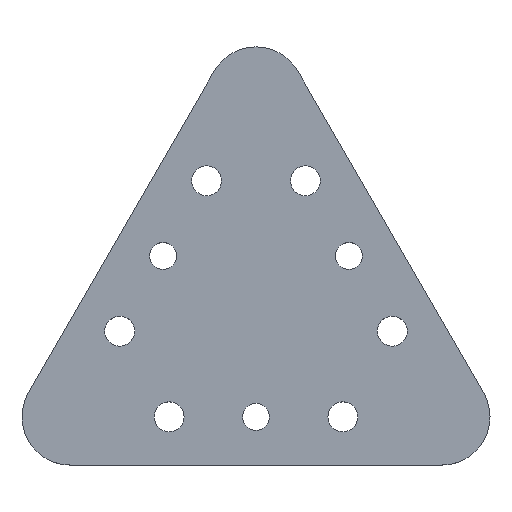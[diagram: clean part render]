
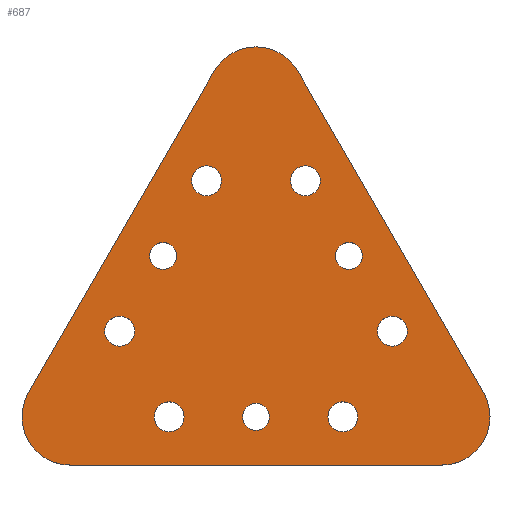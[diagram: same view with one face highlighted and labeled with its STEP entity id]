
A CAD part, top view. The second image highlights one B-rep face of the part: STEP entity #687.
In plain terms, the highlighted planar face has unit normal (0, 0, 1).
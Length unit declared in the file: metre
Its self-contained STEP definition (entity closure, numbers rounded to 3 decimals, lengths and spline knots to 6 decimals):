
#36=PLANE('',#768);
#51=LINE('',#1052,#81);
#55=LINE('',#1064,#85);
#58=LINE('',#1118,#88);
#81=VECTOR('',#835,1.);
#85=VECTOR('',#847,1.);
#88=VECTOR('',#912,1.);
#149=ORIENTED_EDGE('',*,*,#319,.F.);
#150=ORIENTED_EDGE('',*,*,#317,.F.);
#151=ORIENTED_EDGE('',*,*,#315,.F.);
#152=ORIENTED_EDGE('',*,*,#313,.F.);
#153=ORIENTED_EDGE('',*,*,#311,.F.);
#154=ORIENTED_EDGE('',*,*,#309,.F.);
#155=ORIENTED_EDGE('',*,*,#307,.F.);
#156=ORIENTED_EDGE('',*,*,#305,.F.);
#157=ORIENTED_EDGE('',*,*,#303,.F.);
#158=ORIENTED_EDGE('',*,*,#289,.F.);
#159=ORIENTED_EDGE('',*,*,#293,.T.);
#160=ORIENTED_EDGE('',*,*,#296,.T.);
#161=ORIENTED_EDGE('',*,*,#299,.T.);
#162=ORIENTED_EDGE('',*,*,#302,.T.);
#163=ORIENTED_EDGE('',*,*,#322,.T.);
#289=EDGE_CURVE('',#379,#380,#444,.T.);
#293=EDGE_CURVE('',#379,#382,#51,.T.);
#296=EDGE_CURVE('',#382,#384,#446,.T.);
#299=EDGE_CURVE('',#384,#386,#55,.T.);
#302=EDGE_CURVE('',#386,#388,#448,.T.);
#303=EDGE_CURVE('',#389,#389,#449,.T.);
#305=EDGE_CURVE('',#391,#391,#451,.T.);
#307=EDGE_CURVE('',#393,#393,#453,.T.);
#309=EDGE_CURVE('',#395,#395,#455,.T.);
#311=EDGE_CURVE('',#397,#397,#457,.T.);
#313=EDGE_CURVE('',#399,#399,#459,.T.);
#315=EDGE_CURVE('',#401,#401,#461,.T.);
#317=EDGE_CURVE('',#403,#403,#463,.T.);
#319=EDGE_CURVE('',#405,#405,#465,.T.);
#322=EDGE_CURVE('',#388,#380,#58,.T.);
#379=VERTEX_POINT('',#1043);
#380=VERTEX_POINT('',#1045);
#382=VERTEX_POINT('',#1051);
#384=VERTEX_POINT('',#1057);
#386=VERTEX_POINT('',#1063);
#388=VERTEX_POINT('',#1069);
#389=VERTEX_POINT('',#1073);
#391=VERTEX_POINT('',#1078);
#393=VERTEX_POINT('',#1083);
#395=VERTEX_POINT('',#1088);
#397=VERTEX_POINT('',#1093);
#399=VERTEX_POINT('',#1098);
#401=VERTEX_POINT('',#1103);
#403=VERTEX_POINT('',#1108);
#405=VERTEX_POINT('',#1113);
#444=CIRCLE('',#731,0.005);
#446=CIRCLE('',#735,0.005);
#448=CIRCLE('',#739,0.005);
#449=CIRCLE('',#741,0.0014);
#451=CIRCLE('',#744,0.00155);
#453=CIRCLE('',#747,0.00155);
#455=CIRCLE('',#750,0.00155);
#457=CIRCLE('',#753,0.0014);
#459=CIRCLE('',#756,0.00155);
#461=CIRCLE('',#759,0.00155);
#463=CIRCLE('',#762,0.0014);
#465=CIRCLE('',#765,0.00155);
#515=EDGE_LOOP('',(#149));
#516=EDGE_LOOP('',(#150));
#517=EDGE_LOOP('',(#151));
#518=EDGE_LOOP('',(#152));
#519=EDGE_LOOP('',(#153));
#520=EDGE_LOOP('',(#154));
#521=EDGE_LOOP('',(#155));
#522=EDGE_LOOP('',(#156));
#523=EDGE_LOOP('',(#157));
#524=EDGE_LOOP('',(#158,#159,#160,#161,#162,#163));
#595=FACE_BOUND('',#515,.T.);
#596=FACE_BOUND('',#516,.T.);
#597=FACE_BOUND('',#517,.T.);
#598=FACE_BOUND('',#518,.T.);
#599=FACE_BOUND('',#519,.T.);
#600=FACE_BOUND('',#520,.T.);
#601=FACE_BOUND('',#521,.T.);
#602=FACE_BOUND('',#522,.T.);
#603=FACE_BOUND('',#523,.T.);
#604=FACE_BOUND('',#524,.T.);
#687=ADVANCED_FACE('',(#595,#596,#597,#598,#599,#600,#601,#602,#603,#604),
#36,.T.);
#731=AXIS2_PLACEMENT_3D('',#1044,#828,#829);
#735=AXIS2_PLACEMENT_3D('',#1058,#841,#842);
#739=AXIS2_PLACEMENT_3D('',#1070,#853,#854);
#741=AXIS2_PLACEMENT_3D('',#1072,#857,#858);
#744=AXIS2_PLACEMENT_3D('',#1077,#863,#864);
#747=AXIS2_PLACEMENT_3D('',#1082,#869,#870);
#750=AXIS2_PLACEMENT_3D('',#1087,#875,#876);
#753=AXIS2_PLACEMENT_3D('',#1092,#881,#882);
#756=AXIS2_PLACEMENT_3D('',#1097,#887,#888);
#759=AXIS2_PLACEMENT_3D('',#1102,#893,#894);
#762=AXIS2_PLACEMENT_3D('',#1107,#899,#900);
#765=AXIS2_PLACEMENT_3D('',#1112,#905,#906);
#768=AXIS2_PLACEMENT_3D('',#1119,#913,#914);
#828=DIRECTION('',(0.,0.,-1.));
#829=DIRECTION('',(1.,0.,0.));
#835=DIRECTION('',(-0.5,-0.866,0.));
#841=DIRECTION('',(0.,0.,1.));
#842=DIRECTION('',(1.,0.,0.));
#847=DIRECTION('',(1.,0.,0.));
#853=DIRECTION('',(0.,0.,1.));
#854=DIRECTION('',(1.,0.,0.));
#857=DIRECTION('',(0.,0.,1.));
#858=DIRECTION('',(1.,0.,0.));
#863=DIRECTION('',(0.,0.,1.));
#864=DIRECTION('',(1.,0.,0.));
#869=DIRECTION('',(0.,0.,1.));
#870=DIRECTION('',(1.,0.,0.));
#875=DIRECTION('',(0.,0.,1.));
#876=DIRECTION('',(1.,0.,0.));
#881=DIRECTION('',(0.,0.,1.));
#882=DIRECTION('',(1.,0.,0.));
#887=DIRECTION('',(0.,0.,1.));
#888=DIRECTION('',(1.,0.,0.));
#893=DIRECTION('',(0.,0.,1.));
#894=DIRECTION('',(1.,0.,0.));
#899=DIRECTION('',(0.,0.,1.));
#900=DIRECTION('',(1.,0.,0.));
#905=DIRECTION('',(0.,0.,1.));
#906=DIRECTION('',(1.,0.,0.));
#912=DIRECTION('',(-0.5,0.866,0.));
#913=DIRECTION('',(0.,0.,1.));
#914=DIRECTION('',(1.,0.,0.));
#1043=CARTESIAN_POINT('',(-0.00433,0.024728,0.004));
#1044=CARTESIAN_POINT('',(0.,0.022228,0.004));
#1045=CARTESIAN_POINT('',(0.00433,0.024728,0.004));
#1051=CARTESIAN_POINT('',(-0.02358,-0.008614,0.004));
#1052=CARTESIAN_POINT('',(-0.013955,0.008057,0.004));
#1057=CARTESIAN_POINT('',(-0.01925,-0.016114,0.004));
#1058=CARTESIAN_POINT('',(-0.01925,-0.011114,0.004));
#1063=CARTESIAN_POINT('',(0.01925,-0.016114,0.004));
#1064=CARTESIAN_POINT('',(0.,-0.016114,0.004));
#1069=CARTESIAN_POINT('',(0.02358,-0.008614,0.004));
#1070=CARTESIAN_POINT('',(0.01925,-0.011114,0.004));
#1072=CARTESIAN_POINT('',(-0.009625,0.005557,0.004));
#1073=CARTESIAN_POINT('',(-0.008225,0.005557,0.004));
#1077=CARTESIAN_POINT('',(-0.005125,0.013351,0.004));
#1078=CARTESIAN_POINT('',(-0.003575,0.013351,0.004));
#1082=CARTESIAN_POINT('',(-0.014125,-0.002237,0.004));
#1083=CARTESIAN_POINT('',(-0.012575,-0.002237,0.004));
#1087=CARTESIAN_POINT('',(-0.009,-0.011114,0.004));
#1088=CARTESIAN_POINT('',(-0.00745,-0.011114,0.004));
#1092=CARTESIAN_POINT('',(0.,-0.011114,0.004));
#1093=CARTESIAN_POINT('',(0.0014,-0.011114,0.004));
#1097=CARTESIAN_POINT('',(0.009,-0.011114,0.004));
#1098=CARTESIAN_POINT('',(0.01055,-0.011114,0.004));
#1102=CARTESIAN_POINT('',(0.014125,-0.002237,0.004));
#1103=CARTESIAN_POINT('',(0.015675,-0.002237,0.004));
#1107=CARTESIAN_POINT('',(0.009625,0.005557,0.004));
#1108=CARTESIAN_POINT('',(0.011025,0.005557,0.004));
#1112=CARTESIAN_POINT('',(0.005125,0.013351,0.004));
#1113=CARTESIAN_POINT('',(0.006675,0.013351,0.004));
#1118=CARTESIAN_POINT('',(0.013955,0.008057,0.004));
#1119=CARTESIAN_POINT('',(0.,0.0025,0.004));
